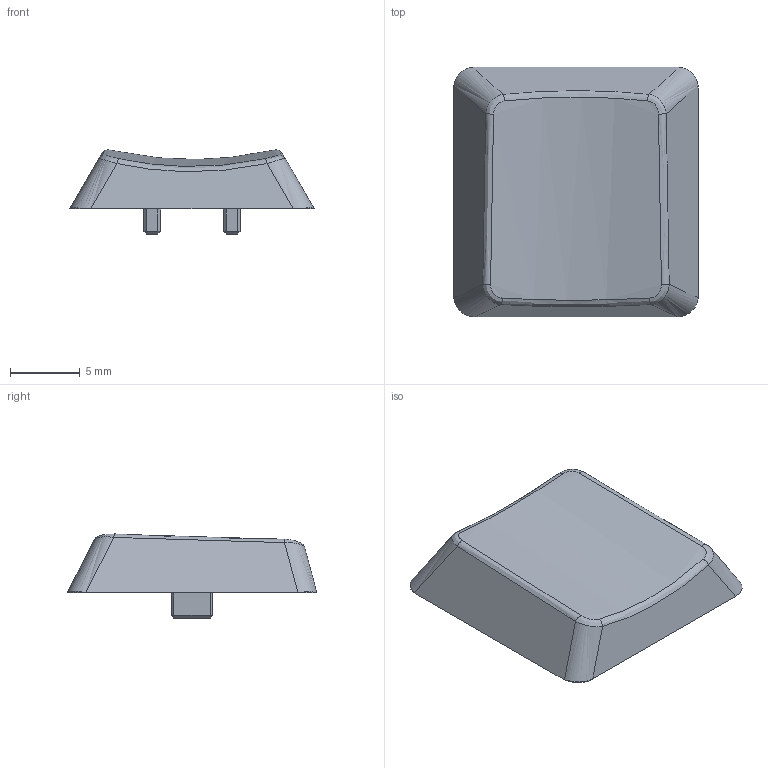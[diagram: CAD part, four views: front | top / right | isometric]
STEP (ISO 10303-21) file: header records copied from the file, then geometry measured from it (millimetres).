
FILE_DESCRIPTION(/* description */ (''),/* implementation_level */ '2;1');
FILE_NAME(/* name */ 'Kailh LP Choc PC Keycap',/* time_stamp */ '2020-07-10T22:26:44-07:00',/* author */ (''),/* organization */ (''),/* preprocessor_version */ 'ST-DEVELOPER v16.5',/* originating_system */ '',/* authorisation */ '');
FILE_SCHEMA (('AUTOMOTIVE_DESIGN'));
Length unit declared in the file: millimetre
Products named in the file (1): Document
Bounding box: 17.53 x 17.9 x 6.03 mm (x, y, z)
Volume: 396.4 mm3; surface area: 943.5 mm2
Topology: 1 solids, 1 shells, 100 faces, 252 edges, 148 vertices
Faces by surface type: plane 70, bspline 30
Entity records: 3172 total; most frequent: CARTESIAN_POINT 1552, ORIENTED_EDGE 488, EDGE_CURVE 244, B_SPLINE_CURVE_WITH_KNOTS 184, VERTEX_POINT 148, EDGE_LOOP 102, ADVANCED_FACE 100, FACE_OUTER_BOUND 100
